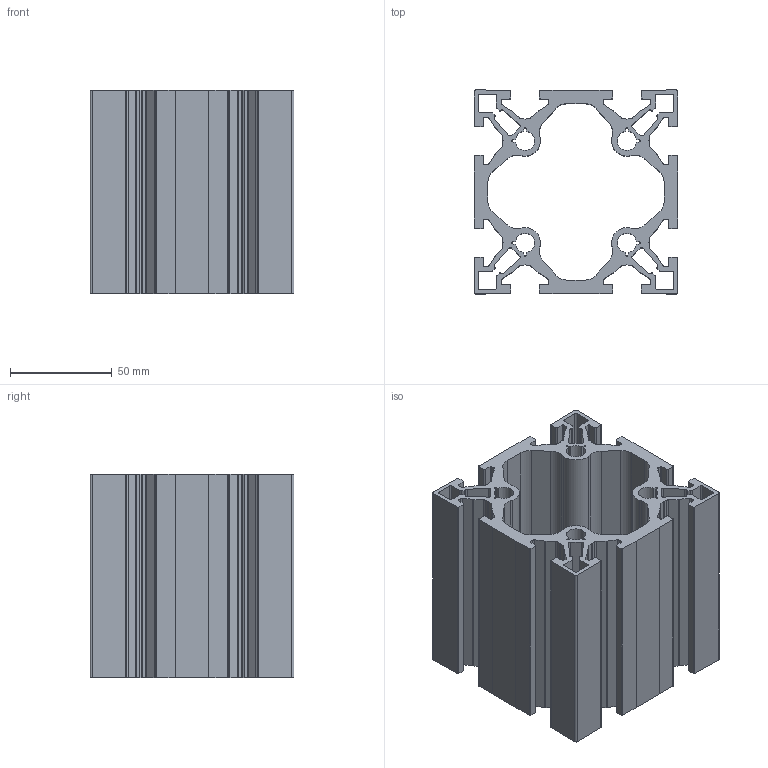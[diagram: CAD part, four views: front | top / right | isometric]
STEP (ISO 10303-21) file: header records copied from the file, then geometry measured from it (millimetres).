
FILE_DESCRIPTION(/* description */ (''),/* implementation_level */ '2;1');
FILE_NAME(/* name */ 'PAS 100100.stp',/* time_stamp */ '2016-10-17T15:25:15+01:00',/* author */ ('kevin'),/* organization */ (''),/* preprocessor_version */ 'ST-DEVELOPER v15.2',/* originating_system */ 'Autodesk Inventor 2014',/* authorisation */ '');
FILE_SCHEMA (('AUTOMOTIVE_DESIGN { 1 0 10303 214 3 1 1 }'));
Length unit declared in the file: millimetre
Products named in the file (1): PAS 100100
Bounding box: 100 x 100 x 100 mm (x, y, z)
Volume: 283277.5 mm3; surface area: 142849.5 mm2
Topology: 1 solids, 1 shells, 414 faces, 1236 edges, 824 vertices
Faces by surface type: plane 218, cylinder 196
Entity records: 14072 total; most frequent: CARTESIAN_POINT 2475, ORIENTED_EDGE 2472, DIRECTION 2458, EDGE_CURVE 1236, LINE 844, VECTOR 844, VERTEX_POINT 824, AXIS2_PLACEMENT_3D 807
